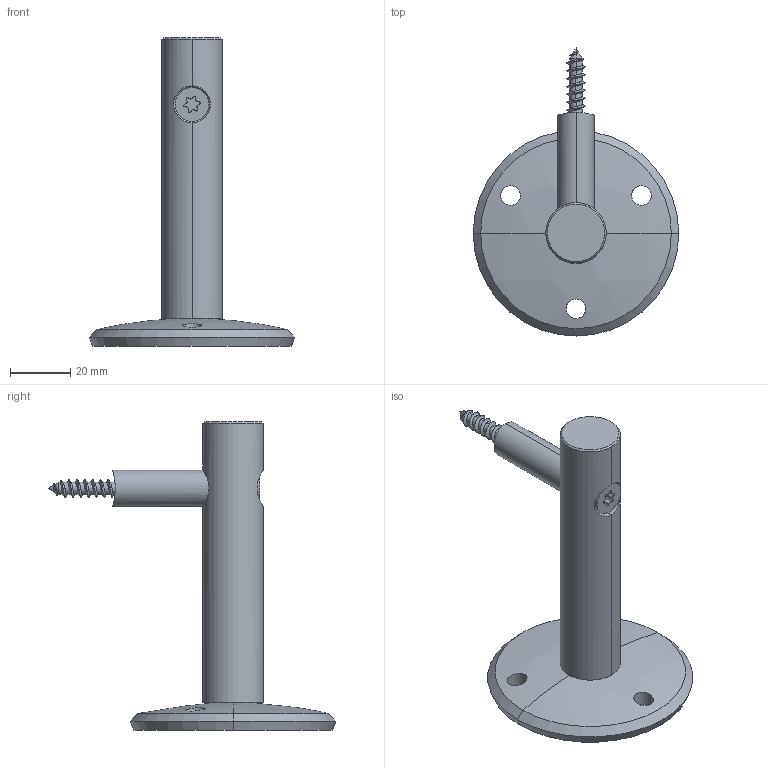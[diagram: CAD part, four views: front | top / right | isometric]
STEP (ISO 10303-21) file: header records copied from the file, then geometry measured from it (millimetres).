
FILE_DESCRIPTION (( 'STEP AP203' ), '1' );
FILE_NAME ('50196-240.STEP', '2020-09-28T06:45:28', ( '' ), ( '' ), 'SwSTEP 2.0', 'SolidWorks 2018', '' );
FILE_SCHEMA (( 'CONFIG_CONTROL_DESIGN' ));
Length unit declared in the file: millimetre
Products named in the file (12): 50196-240 Teil3; 50196-240 Teil1; socket countersunk head screw_din; 50196-240 Teil4; 50196-240 Teil3_50196-240 Teil3; socket countersunk head screw_din_DIN 7991 - M8 x 16 --- 16S; 50196-240 Teil4_50196-240 Teil4; 50196-240; 50196-240 Teil2_50196-240 Teil2; 50196-240 Teil2; 50196-240 Teil1_50196-240 Teil1
Assembly tree (6 placements, depth 2):
  50196-240 Teil3
  50196-240 Teil1
  socket countersunk head screw_din
  50196-240
    50196-240 Teil4
  50196-240
    50196-240 Teil1_50196-240 Teil1
    50196-240 Teil3_50196-240 Teil3
    50196-240 Teil4_50196-240 Teil4
    50196-240 Teil2_50196-240 Teil2
    socket countersunk head screw_din_DIN 7991 - M8 x 16 --- 16S
Bounding box: 68 x 95.21 x 102 mm (x, y, z)
Volume: 47363.7 mm3; surface area: 20933.1 mm2
Topology: 5 solids, 5 shells, 423 faces, 1368 edges, 978 vertices
Faces by surface type: cylinder 115, plane 115, bspline 106, cone 56, sphere 29, torus 2
Entity records: 29095 total; most frequent: CARTESIAN_POINT 16950, ORIENTED_EDGE 2716, DIRECTION 1782, EDGE_CURVE 1358, VERTEX_POINT 970, AXIS2_PLACEMENT_3D 695, B_SPLINE_CURVE_WITH_KNOTS 604, EDGE_LOOP 460
